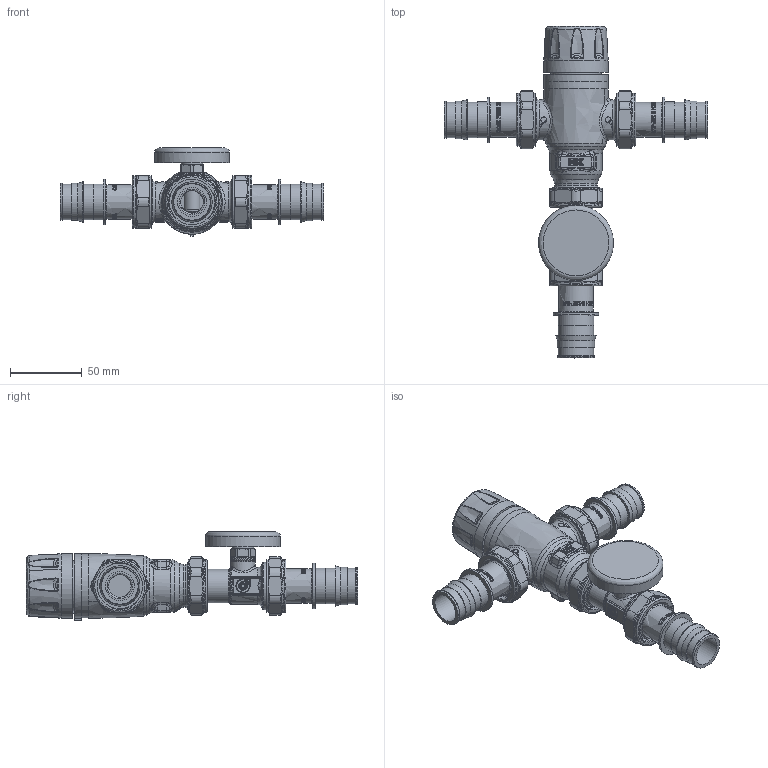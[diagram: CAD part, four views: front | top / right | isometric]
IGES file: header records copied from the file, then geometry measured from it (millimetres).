
Global section: file name: 521618A; native system: Autodesk Inventor 2024; preprocessor: unknown; author: ischreiner; date: 20250625.100253; units: inch
Bounding box: 184.04 x 231.87 x 61.89 mm (x, y, z)
Volume: 278775.7 mm3; surface area: 86557.6 mm2
Topology: 11 solids, 11 shells, 3500 faces, 8864 edges, 5375 vertices
Faces by surface type: bspline 3500
